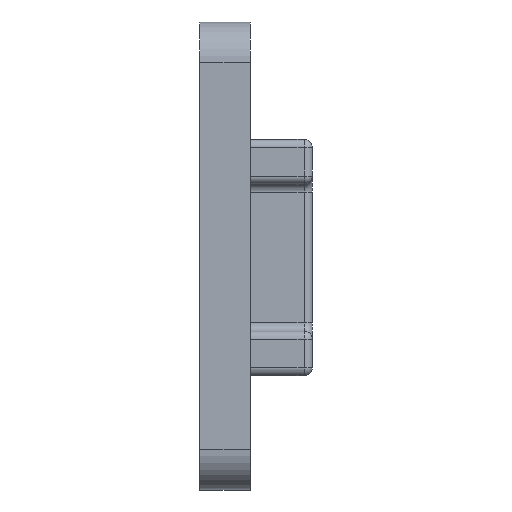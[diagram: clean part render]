
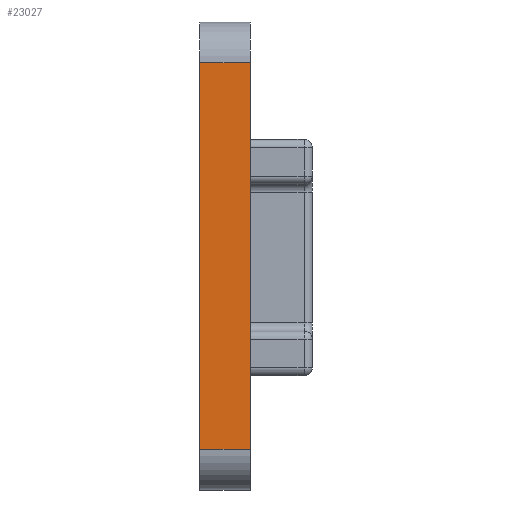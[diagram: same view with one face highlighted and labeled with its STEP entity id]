
A CAD part, front view. The second image highlights one B-rep face of the part: STEP entity #23027.
In plain terms, the highlighted planar face has unit normal (0, -1, 0).
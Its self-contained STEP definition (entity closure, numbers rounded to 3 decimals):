
#481 = VECTOR ( 'NONE', #15300, 1000. ) ;
#2412 = LINE ( 'NONE', #8170, #4699 ) ;
#2571 = CARTESIAN_POINT ( 'NONE',  ( 1.55, -18.65, -11.85 ) ) ;
#3279 = VERTEX_POINT ( 'NONE', #5591 ) ;
#3895 = VECTOR ( 'NONE', #7288, 1000. ) ;
#4044 = CARTESIAN_POINT ( 'NONE',  ( 1.55, -18.65, 14.35 ) ) ;
#4699 = VECTOR ( 'NONE', #22802, 1000. ) ;
#5591 = CARTESIAN_POINT ( 'NONE',  ( 1.55, -18.65, 11.85 ) ) ;
#6064 = ORIENTED_EDGE ( 'NONE', *, *, #14038, .T. ) ;
#7288 = DIRECTION ( 'NONE',  ( 0., 0., -1. ) ) ;
#7289 = LINE ( 'NONE', #2571, #481 ) ;
#7858 = DIRECTION ( 'NONE',  ( 0., 1., 0. ) ) ;
#8170 = CARTESIAN_POINT ( 'NONE',  ( 1.55, -18.65, 11.85 ) ) ;
#10221 = VERTEX_POINT ( 'NONE', #12274 ) ;
#10542 = DIRECTION ( 'NONE',  ( 0., 0., -1. ) ) ;
#11591 = FACE_OUTER_BOUND ( 'NONE', #12887, .T. ) ;
#11766 = VERTEX_POINT ( 'NONE', #19518 ) ;
#11888 = LINE ( 'NONE', #19527, #13895 ) ;
#12057 = EDGE_CURVE ( 'NONE', #22071, #11766, #7289, .T. ) ;
#12274 = CARTESIAN_POINT ( 'NONE',  ( -1.55, -18.65, 11.85 ) ) ;
#12887 = EDGE_LOOP ( 'NONE', ( #23096, #13432, #16338, #6064 ) ) ;
#13432 = ORIENTED_EDGE ( 'NONE', *, *, #12057, .T. ) ;
#13895 = VECTOR ( 'NONE', #10542, 1000. ) ;
#14038 = EDGE_CURVE ( 'NONE', #3279, #10221, #2412, .T. ) ;
#14697 = CARTESIAN_POINT ( 'NONE',  ( 1.55, -18.65, 14.35 ) ) ;
#15185 = PLANE ( 'NONE',  #15477 ) ;
#15300 = DIRECTION ( 'NONE',  ( 1., 0., 0. ) ) ;
#15477 = AXIS2_PLACEMENT_3D ( 'NONE', #4044, #7858, #18679 ) ;
#16338 = ORIENTED_EDGE ( 'NONE', *, *, #23438, .F. ) ;
#18679 = DIRECTION ( 'NONE',  ( 0., 0., 1. ) ) ;
#18989 = LINE ( 'NONE', #14697, #3895 ) ;
#19518 = CARTESIAN_POINT ( 'NONE',  ( 1.55, -18.65, -11.85 ) ) ;
#19527 = CARTESIAN_POINT ( 'NONE',  ( -1.55, -18.65, 14.35 ) ) ;
#21409 = EDGE_CURVE ( 'NONE', #10221, #22071, #11888, .T. ) ;
#22071 = VERTEX_POINT ( 'NONE', #23390 ) ;
#22802 = DIRECTION ( 'NONE',  ( -1., 0., 0. ) ) ;
#23027 = ADVANCED_FACE ( 'NONE', ( #11591 ), #15185, .F. ) ;
#23096 = ORIENTED_EDGE ( 'NONE', *, *, #21409, .T. ) ;
#23390 = CARTESIAN_POINT ( 'NONE',  ( -1.55, -18.65, -11.85 ) ) ;
#23438 = EDGE_CURVE ( 'NONE', #3279, #11766, #18989, .T. ) ;
